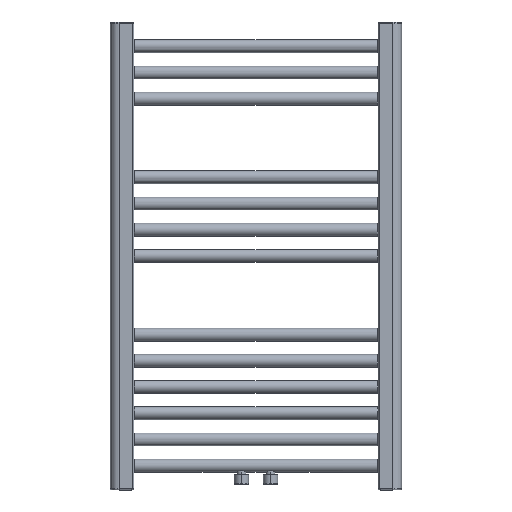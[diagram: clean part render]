
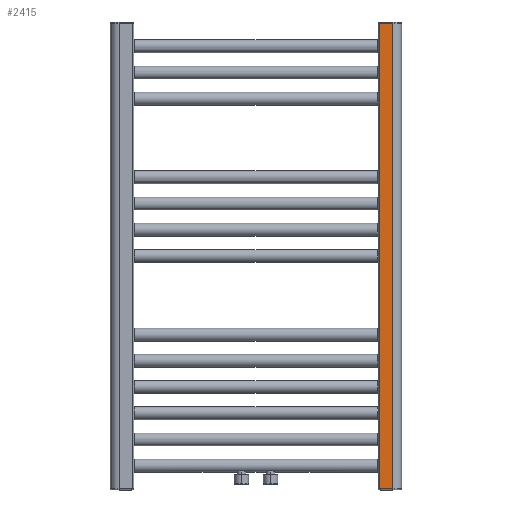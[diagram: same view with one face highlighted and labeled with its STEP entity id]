
A CAD part, top view. The second image highlights one B-rep face of the part: STEP entity #2415.
In plain terms, the highlighted face is planar.
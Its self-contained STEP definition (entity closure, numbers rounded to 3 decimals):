
#1466=DIRECTION('',(0.,1.,0.));
#1467=VECTOR('',#1466,23.05);
#1468=CARTESIAN_POINT('',(15.,2.,0.));
#1469=LINE('',#1468,#1467);
#1679=DIRECTION('',(0.,0.,1.));
#1680=VECTOR('',#1679,800.);
#1681=CARTESIAN_POINT('',(15.,25.05,0.));
#1682=LINE('',#1681,#1680);
#1683=DIRECTION('',(0.,0.,1.));
#1684=VECTOR('',#1683,800.);
#1685=CARTESIAN_POINT('',(15.,2.,0.));
#1686=LINE('',#1685,#1684);
#1718=DIRECTION('',(0.,1.,0.));
#1719=VECTOR('',#1718,23.05);
#1720=CARTESIAN_POINT('',(15.,2.,800.));
#1721=LINE('',#1720,#1719);
#2033=CARTESIAN_POINT('',(15.,2.,0.));
#2034=CARTESIAN_POINT('',(15.,25.05,0.));
#2035=VERTEX_POINT('',#2033);
#2036=VERTEX_POINT('',#2034);
#2049=CARTESIAN_POINT('',(15.,2.,800.));
#2050=CARTESIAN_POINT('',(15.,25.05,800.));
#2051=VERTEX_POINT('',#2049);
#2052=VERTEX_POINT('',#2050);
#2402=CARTESIAN_POINT('',(15.,2.,0.));
#2403=DIRECTION('',(1.,0.,0.));
#2404=DIRECTION('',(0.,1.,0.));
#2405=AXIS2_PLACEMENT_3D('',#2402,#2403,#2404);
#2406=PLANE('',#2405);
#2407=ORIENTED_EDGE('',*,*,#2206,.F.);
#2409=ORIENTED_EDGE('',*,*,#2408,.T.);
#2411=ORIENTED_EDGE('',*,*,#2410,.T.);
#2412=ORIENTED_EDGE('',*,*,#2394,.F.);
#2413=EDGE_LOOP('',(#2407,#2409,#2411,#2412));
#2414=FACE_OUTER_BOUND('',#2413,.F.);
#2206=EDGE_CURVE('',#2035,#2036,#1469,.T.);
#2394=EDGE_CURVE('',#2036,#2052,#1682,.T.);
#2408=EDGE_CURVE('',#2035,#2051,#1686,.T.);
#2410=EDGE_CURVE('',#2051,#2052,#1721,.T.);
#2415=ADVANCED_FACE('',(#2414),#2406,.T.);
